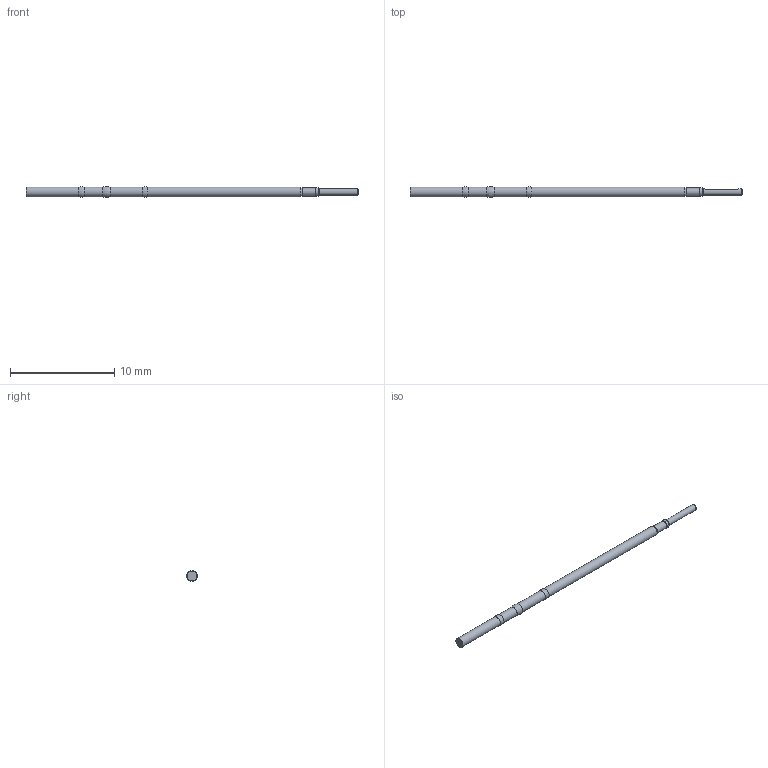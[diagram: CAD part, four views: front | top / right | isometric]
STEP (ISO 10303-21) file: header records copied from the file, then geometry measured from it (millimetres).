
FILE_DESCRIPTION (( 'STEP AP214' ), '1' );
FILE_NAME ('050-STB255G.STEP', '2018-07-26T18:27:24', ( '' ), ( '' ), 'SwSTEP 2.0', 'SolidWorks 2017', '' );
FILE_SCHEMA (( 'AUTOMOTIVE_DESIGN' ));
Length unit declared in the file: inch
Products named in the file (1): 050-STB255G
Bounding box: 31.88 x 1.04 x 1.05 mm (x, y, z)
Volume: 20.6 mm3; surface area: 92.8 mm2
Topology: 1 solids, 1 shells, 44 faces, 99 edges, 58 vertices
Faces by surface type: cylinder 13, plane 12, cone 7, bspline 6, torus 4, sphere 2
Full cylindrical faces by diameter (mm): 0.399 x1, 0.61 x1, 0.77 x1, 0.813 x1, 0.952 x4
Entity records: 2044 total; most frequent: CARTESIAN_POINT 605, ORIENTED_EDGE 158, DIRECTION 152, EDGE_CURVE 79, AXIS2_PLACEMENT_3D 68, EDGE_LOOP 66, VERTEX_POINT 57, FACE_OUTER_BOUND 55
